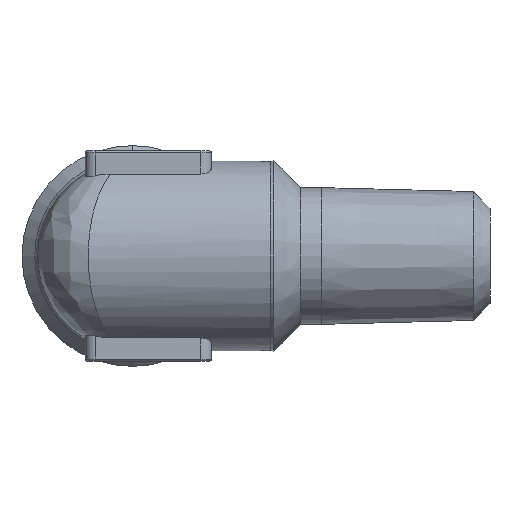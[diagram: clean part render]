
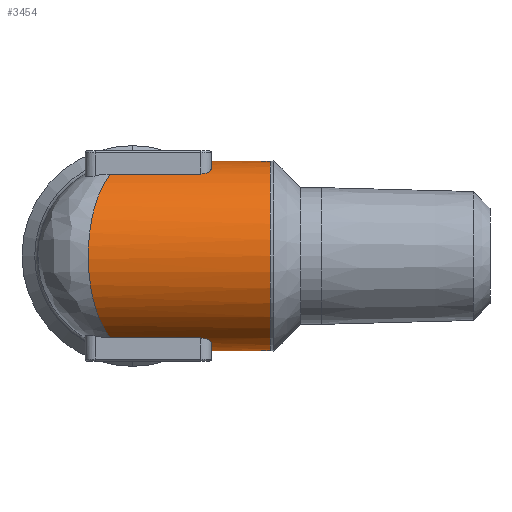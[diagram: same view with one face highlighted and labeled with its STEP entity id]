
A CAD part, left-side view. The second image highlights one B-rep face of the part: STEP entity #3454.
In plain terms, the highlighted cylindrical face has radius 4.5 mm (diameter 9 mm), a partial arc.
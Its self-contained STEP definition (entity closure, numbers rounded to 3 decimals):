
#154 = FACE_OUTER_BOUND ( 'NONE', #433, .T. ) ;
#155 = CYLINDRICAL_SURFACE ( 'NONE', #311, 4.5 ) ;
#191 = LINE ( 'NONE', #980, #193 ) ;
#192 = CIRCLE ( 'NONE', #329, 4.5 ) ;
#193 = VECTOR ( 'NONE', #979, 1000. ) ;
#194 = LINE ( 'NONE', #978, #195 ) ;
#195 = VECTOR ( 'NONE', #977, 1000. ) ;
#196 = CIRCLE ( 'NONE', #330, 4.5 ) ;
#311 = AXIS2_PLACEMENT_3D ( 'NONE', #1099, #1098, #1097 ) ;
#329 = AXIS2_PLACEMENT_3D ( 'NONE', #989, #988, #987 ) ;
#330 = AXIS2_PLACEMENT_3D ( 'NONE', #970, #969, #968 ) ;
#433 = EDGE_LOOP ( 'NONE', ( #466, #459, #457, #450, #471, #458, #468, #454, #455, #2501 ) ) ;
#450 = ORIENTED_EDGE ( 'NONE', *, *, #3588, .F. ) ;
#454 = ORIENTED_EDGE ( 'NONE', *, *, #3591, .F. ) ;
#455 = ORIENTED_EDGE ( 'NONE', *, *, #2529, .T. ) ;
#457 = ORIENTED_EDGE ( 'NONE', *, *, #3587, .F. ) ;
#458 = ORIENTED_EDGE ( 'NONE', *, *, #3589, .F. ) ;
#459 = ORIENTED_EDGE ( 'NONE', *, *, #3586, .F. ) ;
#466 = ORIENTED_EDGE ( 'NONE', *, *, #2531, .F. ) ;
#468 = ORIENTED_EDGE ( 'NONE', *, *, #3590, .F. ) ;
#471 = ORIENTED_EDGE ( 'NONE', *, *, #3706, .T. ) ;
#637 = AXIS2_PLACEMENT_3D ( 'NONE', #3006, #3137, #2878 ) ;
#869 = CARTESIAN_POINT ( 'NONE',  ( -2.25, 1.05, -3.897 ) ) ;
#870 = CARTESIAN_POINT ( 'NONE',  ( -5.625, 2.625, -1.949 ) ) ;
#871 = CARTESIAN_POINT ( 'NONE',  ( -5.625, 2.625, 1.949 ) ) ;
#872 = CARTESIAN_POINT ( 'NONE',  ( -2.25, 1.05, 3.897 ) ) ;
#968 = DIRECTION ( 'NONE',  ( -1., 0., 0. ) ) ;
#969 = DIRECTION ( 'NONE',  ( 0., 1., 0. ) ) ;
#970 = CARTESIAN_POINT ( 'NONE',  ( 0., -3.75, 0. ) ) ;
#971 = CARTESIAN_POINT ( 'NONE',  ( -2.25, -3.25, -3.897 ) ) ;
#972 = CARTESIAN_POINT ( 'NONE',  ( -2.25, -3.39, -3.897 ) ) ;
#973 = CARTESIAN_POINT ( 'NONE',  ( -2.189, -3.523, -3.933 ) ) ;
#974 = CARTESIAN_POINT ( 'NONE',  ( -2.002, -3.7, -4.031 ) ) ;
#975 = CARTESIAN_POINT ( 'NONE',  ( -1.878, -3.75, -4.092 ) ) ;
#976 = CARTESIAN_POINT ( 'NONE',  ( -1.75, -3.75, -4.146 ) ) ;
#977 = DIRECTION ( 'NONE',  ( 0., 1., 0. ) ) ;
#978 = CARTESIAN_POINT ( 'NONE',  ( -2.25, 12.728, -3.897 ) ) ;
#979 = DIRECTION ( 'NONE',  ( 0., -1., 0. ) ) ;
#980 = CARTESIAN_POINT ( 'NONE',  ( -2.25, 12.728, 3.897 ) ) ;
#981 = CARTESIAN_POINT ( 'NONE',  ( -1.75, -3.75, 4.146 ) ) ;
#982 = CARTESIAN_POINT ( 'NONE',  ( -1.878, -3.75, 4.092 ) ) ;
#983 = CARTESIAN_POINT ( 'NONE',  ( -2.002, -3.701, 4.032 ) ) ;
#984 = CARTESIAN_POINT ( 'NONE',  ( -2.189, -3.522, 3.933 ) ) ;
#985 = CARTESIAN_POINT ( 'NONE',  ( -2.25, -3.39, 3.897 ) ) ;
#986 = CARTESIAN_POINT ( 'NONE',  ( -2.25, -3.25, 3.897 ) ) ;
#987 = DIRECTION ( 'NONE',  ( -1., 0., 0. ) ) ;
#988 = DIRECTION ( 'NONE',  ( 0., 1., 0. ) ) ;
#989 = CARTESIAN_POINT ( 'NONE',  ( 0., -3.75, 0. ) ) ;
#1097 = DIRECTION ( 'NONE',  ( 0., 0., -1. ) ) ;
#1098 = DIRECTION ( 'NONE',  ( 0., -1., 0. ) ) ;
#1099 = CARTESIAN_POINT ( 'NONE',  ( 0., 12.728, 0. ) ) ;
#1900 = LINE ( 'NONE', #2892, #1902 ) ;
#1902 = VECTOR ( 'NONE', #3206, 1000. ) ;
#1903 = LINE ( 'NONE', #3003, #1905 ) ;
#1905 = VECTOR ( 'NONE', #3059, 1000. ) ;
#1915 = CIRCLE ( 'NONE', #637, 4.5 ) ;
#2125 = VERTEX_POINT ( 'NONE', #2829 ) ;
#2137 = VERTEX_POINT ( 'NONE', #2821 ) ;
#2190 = VERTEX_POINT ( 'NONE', #3101 ) ;
#2227 = VERTEX_POINT ( 'NONE', #2717 ) ;
#2228 = VERTEX_POINT ( 'NONE', #3013 ) ;
#2230 = VERTEX_POINT ( 'NONE', #2871 ) ;
#2264 = VERTEX_POINT ( 'NONE', #3362 ) ;
#2344 = VERTEX_POINT ( 'NONE', #3388 ) ;
#2372 = VERTEX_POINT ( 'NONE', #2787 ) ;
#2375 = VERTEX_POINT ( 'NONE', #3296 ) ;
#2501 = ORIENTED_EDGE ( 'NONE', *, *, #2540, .T. ) ;
#2529 = EDGE_CURVE ( 'NONE', #2372, #2375, #1900, .T. ) ;
#2531 = EDGE_CURVE ( 'NONE', #2264, #2344, #1903, .T. ) ;
#2540 = EDGE_CURVE ( 'NONE', #2375, #2344, #1915, .T. ) ;
#2717 = CARTESIAN_POINT ( 'NONE',  ( -2.25, 1.05, -3.897 ) ) ;
#2787 = CARTESIAN_POINT ( 'NONE',  ( 0., -3.75, -4.5 ) ) ;
#2821 = CARTESIAN_POINT ( 'NONE',  ( -1.75, -3.75, -4.146 ) ) ;
#2829 = CARTESIAN_POINT ( 'NONE',  ( -2.25, -3.25, 3.897 ) ) ;
#2871 = CARTESIAN_POINT ( 'NONE',  ( -2.25, 1.05, 3.897 ) ) ;
#2878 = DIRECTION ( 'NONE',  ( 0., 0., 1. ) ) ;
#2892 = CARTESIAN_POINT ( 'NONE',  ( 0., 12.728, -4.5 ) ) ;
#3003 = CARTESIAN_POINT ( 'NONE',  ( 0., 12.728, 4.5 ) ) ;
#3006 = CARTESIAN_POINT ( 'NONE',  ( 0., -6.543, 0. ) ) ;
#3013 = CARTESIAN_POINT ( 'NONE',  ( -2.25, -3.25, -3.897 ) ) ;
#3059 = DIRECTION ( 'NONE',  ( 0., -1., 0. ) ) ;
#3101 = CARTESIAN_POINT ( 'NONE',  ( -1.75, -3.75, 4.146 ) ) ;
#3137 = DIRECTION ( 'NONE',  ( 0., 1., 0. ) ) ;
#3206 = DIRECTION ( 'NONE',  ( 0., -1., 0. ) ) ;
#3296 = CARTESIAN_POINT ( 'NONE',  ( 0., -6.543, -4.5 ) ) ;
#3362 = CARTESIAN_POINT ( 'NONE',  ( 0., -3.75, 4.5 ) ) ;
#3388 = CARTESIAN_POINT ( 'NONE',  ( 0., -6.543, 4.5 ) ) ;
#3454 = ADVANCED_FACE ( 'NONE', ( #154 ), #155, .T. ) ;
#3509 = B_SPLINE_CURVE_WITH_KNOTS ( 'NONE', 3,
 ( #976, #975, #974, #973, #972, #971 ),
 .UNSPECIFIED., .F., .F.,
 ( 4, 2, 4 ),
 ( 0.002, 0.003, 0.003 ),
 .UNSPECIFIED. ) ;
#3510 = B_SPLINE_CURVE_WITH_KNOTS ( 'NONE', 3,
 ( #986, #985, #984, #983, #982, #981 ),
 .UNSPECIFIED., .F., .F.,
 ( 4, 2, 4 ),
 ( 0., 0., 0.001 ),
 .UNSPECIFIED. ) ;
#3572 =( BOUNDED_CURVE ( )  B_SPLINE_CURVE ( 3, ( #872, #871, #870, #869 ),
 .UNSPECIFIED., .F., .T. ) 
 B_SPLINE_CURVE_WITH_KNOTS ( ( 4, 4 ),
 ( 2.094, 4.189 ),
 .UNSPECIFIED. ) 
 CURVE ( )  GEOMETRIC_REPRESENTATION_ITEM ( )  RATIONAL_B_SPLINE_CURVE ( ( 1., 0.667, 0.667, 1. ) ) 
 REPRESENTATION_ITEM ( '' )  );
#3586 = EDGE_CURVE ( 'NONE', #2190, #2264, #192, .T. ) ;
#3587 = EDGE_CURVE ( 'NONE', #2125, #2190, #3510, .T. ) ;
#3588 = EDGE_CURVE ( 'NONE', #2230, #2125, #191, .T. ) ;
#3589 = EDGE_CURVE ( 'NONE', #2228, #2227, #194, .T. ) ;
#3590 = EDGE_CURVE ( 'NONE', #2137, #2228, #3509, .T. ) ;
#3591 = EDGE_CURVE ( 'NONE', #2372, #2137, #196, .T. ) ;
#3706 = EDGE_CURVE ( 'NONE', #2230, #2227, #3572, .T. ) ;
